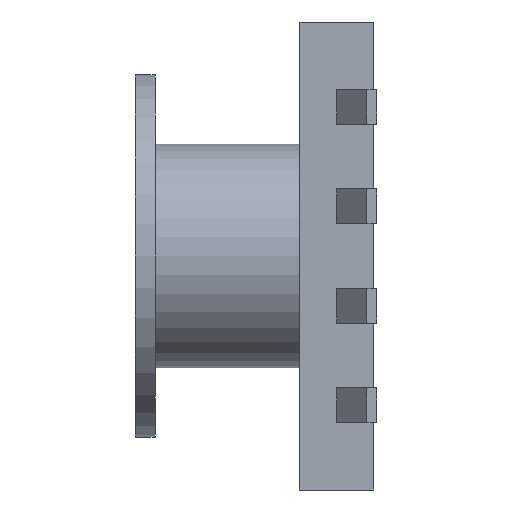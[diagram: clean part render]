
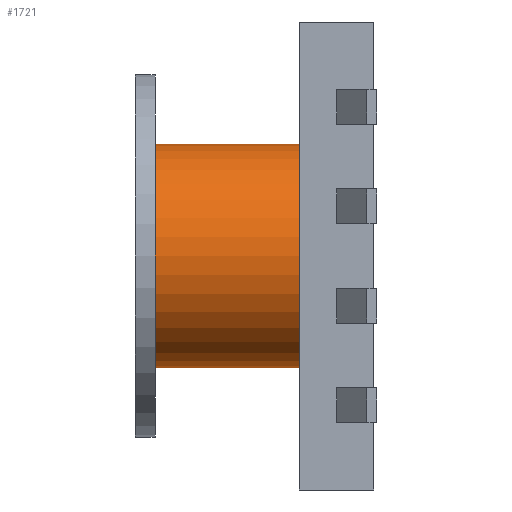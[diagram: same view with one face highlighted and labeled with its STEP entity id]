
A CAD part, left-side view. The second image highlights one B-rep face of the part: STEP entity #1721.
In plain terms, the highlighted cylindrical face has radius 2.25 mm (diameter 4.5 mm), a partial arc.
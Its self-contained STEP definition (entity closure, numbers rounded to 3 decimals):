
#3 = VERTEX_POINT ( 'NONE', #1714 ) ;
#107 = VECTOR ( 'NONE', #925, 1000. ) ;
#161 = ORIENTED_EDGE ( 'NONE', *, *, #2923, .T. ) ;
#177 = ORIENTED_EDGE ( 'NONE', *, *, #3446, .F. ) ;
#274 = CARTESIAN_POINT ( 'NONE',  ( 0., -0.4, 2.25 ) ) ;
#277 = VERTEX_POINT ( 'NONE', #274 ) ;
#347 = DIRECTION ( 'NONE',  ( 0., 0., 1. ) ) ;
#385 = CYLINDRICAL_SURFACE ( 'NONE', #2519, 2.25 ) ;
#413 = VERTEX_POINT ( 'NONE', #3386 ) ;
#800 = VERTEX_POINT ( 'NONE', #3110 ) ;
#874 = EDGE_CURVE ( 'NONE', #413, #800, #1310, .T. ) ;
#925 = DIRECTION ( 'NONE',  ( 0., 1., 0. ) ) ;
#969 = CIRCLE ( 'NONE', #2913, 2.25 ) ;
#1173 = LINE ( 'NONE', #1435, #3381 ) ;
#1310 = CIRCLE ( 'NONE', #2879, 2.25 ) ;
#1395 = EDGE_LOOP ( 'NONE', ( #177, #1447, #161, #2343 ) ) ;
#1415 = FACE_OUTER_BOUND ( 'NONE', #1395, .T. ) ;
#1435 = CARTESIAN_POINT ( 'NONE',  ( 0., 0., 2.25 ) ) ;
#1447 = ORIENTED_EDGE ( 'NONE', *, *, #874, .T. ) ;
#1714 = CARTESIAN_POINT ( 'NONE',  ( 0., -0.4, -2.25 ) ) ;
#1721 = ADVANCED_FACE ( 'NONE', ( #1415 ), #385, .T. ) ;
#1804 = CARTESIAN_POINT ( 'NONE',  ( 0., -0.4, 0. ) ) ;
#2033 = CARTESIAN_POINT ( 'NONE',  ( 0., -3.3, 0. ) ) ;
#2081 = LINE ( 'NONE', #3144, #107 ) ;
#2108 = DIRECTION ( 'NONE',  ( 0., 1., 0. ) ) ;
#2260 = DIRECTION ( 'NONE',  ( 0., 0., 1. ) ) ;
#2343 = ORIENTED_EDGE ( 'NONE', *, *, #2669, .F. ) ;
#2442 = DIRECTION ( 'NONE',  ( 0., 1., 0. ) ) ;
#2519 = AXIS2_PLACEMENT_3D ( 'NONE', #2733, #3249, #347 ) ;
#2669 = EDGE_CURVE ( 'NONE', #3, #277, #969, .T. ) ;
#2733 = CARTESIAN_POINT ( 'NONE',  ( 0., 0., 0. ) ) ;
#2879 = AXIS2_PLACEMENT_3D ( 'NONE', #2033, #2108, #3097 ) ;
#2913 = AXIS2_PLACEMENT_3D ( 'NONE', #1804, #3317, #2260 ) ;
#2923 = EDGE_CURVE ( 'NONE', #800, #277, #1173, .T. ) ;
#3097 = DIRECTION ( 'NONE',  ( 0., 0., 1. ) ) ;
#3110 = CARTESIAN_POINT ( 'NONE',  ( 0., -3.3, 2.25 ) ) ;
#3144 = CARTESIAN_POINT ( 'NONE',  ( 0., 0., -2.25 ) ) ;
#3249 = DIRECTION ( 'NONE',  ( 0., 1., 0. ) ) ;
#3317 = DIRECTION ( 'NONE',  ( 0., 1., 0. ) ) ;
#3381 = VECTOR ( 'NONE', #2442, 1000. ) ;
#3386 = CARTESIAN_POINT ( 'NONE',  ( 0., -3.3, -2.25 ) ) ;
#3446 = EDGE_CURVE ( 'NONE', #413, #3, #2081, .T. ) ;
